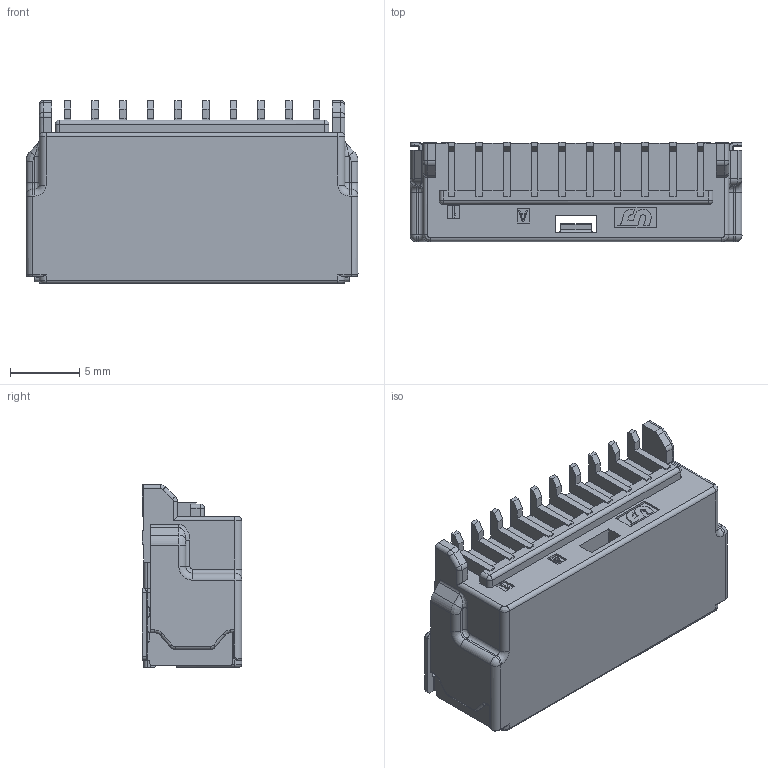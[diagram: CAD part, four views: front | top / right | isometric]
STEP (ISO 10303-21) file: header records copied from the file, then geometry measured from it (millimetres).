
FILE_DESCRIPTION((''),'2;1');
FILE_NAME('CVM_020_D_SMT_10M_H_ASSY','2020-10-16T15:38:06',('drkoo'),(''),'CREO PARAMETRIC BY PTC INC, 2017380','CREO PARAMETRIC BY PTC INC, 2017380','');
FILE_SCHEMA(('CONFIG_CONTROL_DESIGN'));
Length unit declared in the file: millimetre
Products named in the file (1): CVM_020_D_SMT_10M_H_ASSY
Bounding box: 24 x 7.2 x 13.2 mm (x, y, z)
Volume: 853.8 mm3; surface area: 2053 mm2
Topology: 1 solids, 1 shells, 916 faces, 2397 edges, 1451 vertices
Faces by surface type: plane 482, cylinder 294, torus 46, sphere 34, cone 34, bspline 26
Entity records: 28244 total; most frequent: CARTESIAN_POINT 6124, ORIENTED_EDGE 4706, DIRECTION 4476, EDGE_CURVE 2353, VECTOR 1626, LINE 1626, VERTEX_POINT 1451, AXIS2_PLACEMENT_3D 1425
